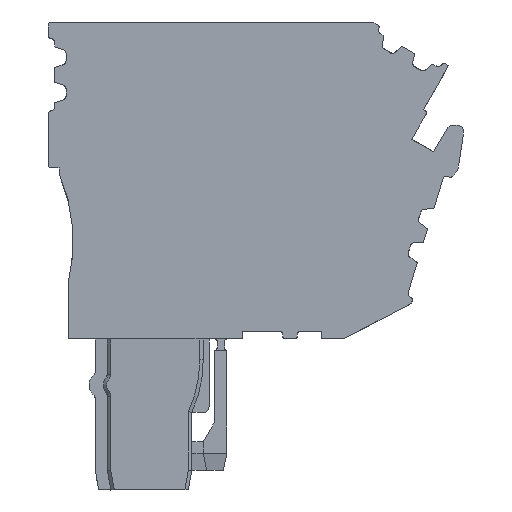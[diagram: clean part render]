
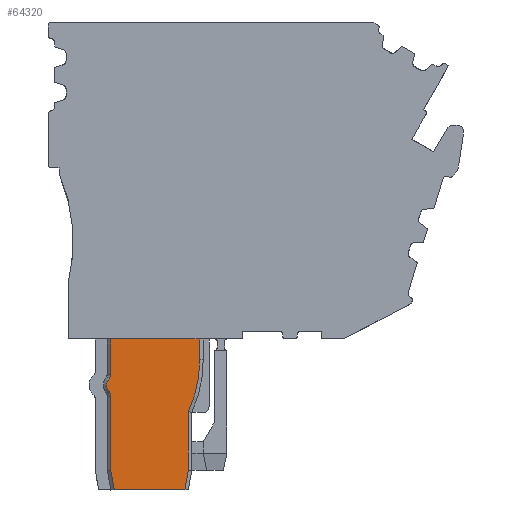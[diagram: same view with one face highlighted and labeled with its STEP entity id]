
A CAD part, left-side view. The second image highlights one B-rep face of the part: STEP entity #64320.
In plain terms, the highlighted planar face has unit normal (-1, 0, 0).
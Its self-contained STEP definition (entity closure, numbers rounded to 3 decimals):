
#64228=AXIS2_PLACEMENT_3D('Plane Axis2P3D',#64225,#64226,#64227) ;
#64239=AXIS2_PLACEMENT_3D('Circle Axis2P3D',#64237,#64238,$) ;
#64246=AXIS2_PLACEMENT_3D('Circle Axis2P3D',#64244,#64245,$) ;
#64253=AXIS2_PLACEMENT_3D('Circle Axis2P3D',#64251,#64252,$) ;
#64295=AXIS2_PLACEMENT_3D('Circle Axis2P3D',#64293,#64294,$) ;
#59224=CARTESIAN_POINT('Vertex',(0.7,30.733,13.15)) ;
#59227=CARTESIAN_POINT('Line Origine',(0.7,27.158,13.15)) ;
#59231=CARTESIAN_POINT('Vertex',(0.7,23.583,13.15)) ;
#63573=CARTESIAN_POINT('Line Origine',(0.7,23.283,13.15)) ;
#63577=CARTESIAN_POINT('Vertex',(0.7,22.983,13.15)) ;
#64225=CARTESIAN_POINT('Axis2P3D Location',(0.7,27.733,-0.25)) ;
#64230=CARTESIAN_POINT('Line Origine',(0.7,30.733,11.619)) ;
#64234=CARTESIAN_POINT('Vertex',(0.7,30.733,10.088)) ;
#64237=CARTESIAN_POINT('Axis2P3D Location',(0.7,31.333,10.088)) ;
#64241=CARTESIAN_POINT('Vertex',(0.7,30.873,9.703)) ;
#64244=CARTESIAN_POINT('Axis2P3D Location',(0.7,30.183,9.125)) ;
#64248=CARTESIAN_POINT('Vertex',(0.7,30.873,8.547)) ;
#64251=CARTESIAN_POINT('Axis2P3D Location',(0.7,31.333,8.162)) ;
#64255=CARTESIAN_POINT('Vertex',(0.7,30.733,8.162)) ;
#64258=CARTESIAN_POINT('Line Origine',(0.7,30.733,4.927)) ;
#64262=CARTESIAN_POINT('Vertex',(0.7,30.733,1.693)) ;
#64265=CARTESIAN_POINT('Line Origine',(0.7,30.584,0.846)) ;
#64269=CARTESIAN_POINT('Vertex',(0.7,30.435,0.)) ;
#64272=CARTESIAN_POINT('Line Origine',(0.7,27.361,0.)) ;
#64276=CARTESIAN_POINT('Vertex',(0.7,24.288,0.)) ;
#64279=CARTESIAN_POINT('Line Origine',(0.7,24.135,0.864)) ;
#64283=CARTESIAN_POINT('Vertex',(0.7,23.983,1.728)) ;
#64286=CARTESIAN_POINT('Line Origine',(0.7,23.983,4.274)) ;
#64290=CARTESIAN_POINT('Vertex',(0.7,23.983,6.821)) ;
#64293=CARTESIAN_POINT('Axis2P3D Location',(0.7,33.683,11.337)) ;
#64297=CARTESIAN_POINT('Vertex',(0.7,22.983,11.337)) ;
#64300=CARTESIAN_POINT('Line Origine',(0.7,22.983,12.244)) ;
#59228=DIRECTION('Vector Direction',(0.,1.,0.)) ;
#63574=DIRECTION('Vector Direction',(0.,1.,0.)) ;
#64226=DIRECTION('Axis2P3D Direction',(-1.,0.,0.)) ;
#64227=DIRECTION('Axis2P3D XDirection',(0.,1.,0.)) ;
#64231=DIRECTION('Vector Direction',(0.,0.,-1.)) ;
#64238=DIRECTION('Axis2P3D Direction',(-1.,0.,0.)) ;
#64245=DIRECTION('Axis2P3D Direction',(-1.,0.,0.)) ;
#64252=DIRECTION('Axis2P3D Direction',(-1.,0.,0.)) ;
#64259=DIRECTION('Vector Direction',(0.,0.,-1.)) ;
#64266=DIRECTION('Vector Direction',(0.,-0.174,-0.985)) ;
#64273=DIRECTION('Vector Direction',(0.,-1.,0.)) ;
#64280=DIRECTION('Vector Direction',(0.,0.174,-0.985)) ;
#64287=DIRECTION('Vector Direction',(0.,0.,-1.)) ;
#64294=DIRECTION('Axis2P3D Direction',(-1.,0.,0.)) ;
#64301=DIRECTION('Vector Direction',(0.,0.,1.)) ;
#59229=VECTOR('Line Direction',#59228,1.) ;
#63575=VECTOR('Line Direction',#63574,1.) ;
#64232=VECTOR('Line Direction',#64231,1.) ;
#64260=VECTOR('Line Direction',#64259,1.) ;
#64267=VECTOR('Line Direction',#64266,1.) ;
#64274=VECTOR('Line Direction',#64273,1.) ;
#64281=VECTOR('Line Direction',#64280,1.) ;
#64288=VECTOR('Line Direction',#64287,1.) ;
#64302=VECTOR('Line Direction',#64301,1.) ;
#64306=ORIENTED_EDGE('',*,*,#63579,.T.) ;
#64307=ORIENTED_EDGE('',*,*,#59233,.T.) ;
#64308=ORIENTED_EDGE('',*,*,#64236,.F.) ;
#64309=ORIENTED_EDGE('',*,*,#64243,.T.) ;
#64310=ORIENTED_EDGE('',*,*,#64250,.T.) ;
#64311=ORIENTED_EDGE('',*,*,#64257,.T.) ;
#64312=ORIENTED_EDGE('',*,*,#64264,.F.) ;
#64313=ORIENTED_EDGE('',*,*,#64271,.F.) ;
#64314=ORIENTED_EDGE('',*,*,#64278,.T.) ;
#64315=ORIENTED_EDGE('',*,*,#64285,.F.) ;
#64316=ORIENTED_EDGE('',*,*,#64292,.F.) ;
#64317=ORIENTED_EDGE('',*,*,#64299,.F.) ;
#64318=ORIENTED_EDGE('',*,*,#64304,.F.) ;
#64320=ADVANCED_FACE('V5',(#64319),#64229,.T.) ;
#64240=CIRCLE('generated circle',#64239,0.6) ;
#64247=CIRCLE('generated circle',#64246,0.9) ;
#64254=CIRCLE('generated circle',#64253,0.6) ;
#64296=CIRCLE('generated circle',#64295,10.7) ;
#59233=EDGE_CURVE('',#59232,#59225,#59230,.T.) ;
#63579=EDGE_CURVE('',#63578,#59232,#63576,.T.) ;
#64236=EDGE_CURVE('',#64235,#59225,#64233,.F.) ;
#64243=EDGE_CURVE('',#64235,#64242,#64240,.F.) ;
#64250=EDGE_CURVE('',#64242,#64249,#64247,.T.) ;
#64257=EDGE_CURVE('',#64249,#64256,#64254,.F.) ;
#64264=EDGE_CURVE('',#64263,#64256,#64261,.F.) ;
#64271=EDGE_CURVE('',#64270,#64263,#64268,.F.) ;
#64278=EDGE_CURVE('',#64270,#64277,#64275,.T.) ;
#64285=EDGE_CURVE('',#64284,#64277,#64282,.T.) ;
#64292=EDGE_CURVE('',#64291,#64284,#64289,.T.) ;
#64299=EDGE_CURVE('',#64298,#64291,#64296,.F.) ;
#64304=EDGE_CURVE('',#63578,#64298,#64303,.F.) ;
#64305=EDGE_LOOP('',(#64306,#64307,#64308,#64309,#64310,#64311,#64312,#64313,#64314,#64315,#64316,#64317,#64318)) ;
#64319=FACE_OUTER_BOUND('',#64305,.T.) ;
#59230=LINE('Line',#59227,#59229) ;
#63576=LINE('Line',#63573,#63575) ;
#64233=LINE('Line',#64230,#64232) ;
#64261=LINE('Line',#64258,#64260) ;
#64268=LINE('Line',#64265,#64267) ;
#64275=LINE('Line',#64272,#64274) ;
#64282=LINE('Line',#64279,#64281) ;
#64289=LINE('Line',#64286,#64288) ;
#64303=LINE('Line',#64300,#64302) ;
#64229=PLANE('',#64228) ;
#59225=VERTEX_POINT('',#59224) ;
#59232=VERTEX_POINT('',#59231) ;
#63578=VERTEX_POINT('',#63577) ;
#64235=VERTEX_POINT('',#64234) ;
#64242=VERTEX_POINT('',#64241) ;
#64249=VERTEX_POINT('',#64248) ;
#64256=VERTEX_POINT('',#64255) ;
#64263=VERTEX_POINT('',#64262) ;
#64270=VERTEX_POINT('',#64269) ;
#64277=VERTEX_POINT('',#64276) ;
#64284=VERTEX_POINT('',#64283) ;
#64291=VERTEX_POINT('',#64290) ;
#64298=VERTEX_POINT('',#64297) ;
